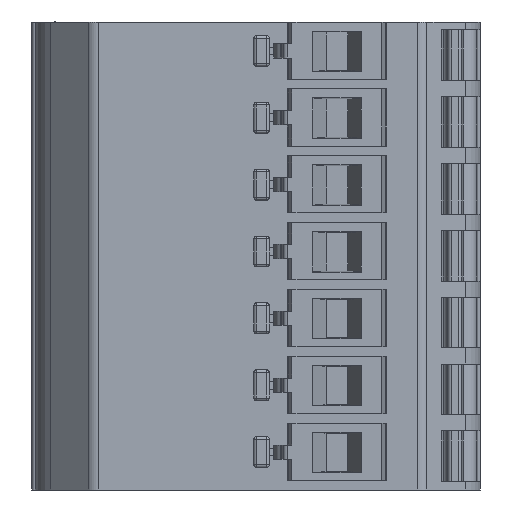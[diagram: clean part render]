
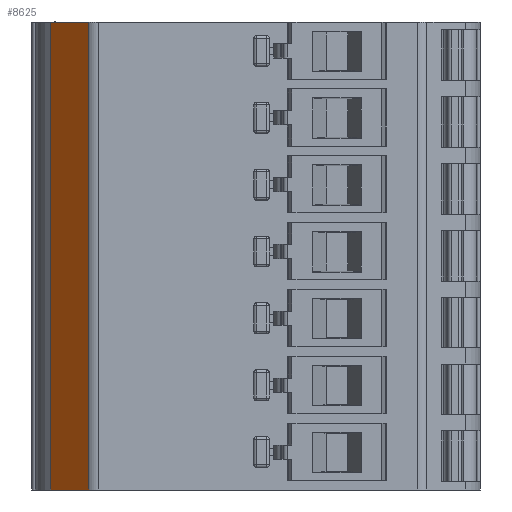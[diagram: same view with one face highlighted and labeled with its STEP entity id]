
A CAD part, front view. The second image highlights one B-rep face of the part: STEP entity #8625.
In plain terms, the highlighted planar face has unit normal (-0.707, -0.707, 0).
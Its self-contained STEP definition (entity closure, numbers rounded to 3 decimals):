
#758 = CARTESIAN_POINT ( 'NONE',  ( -19.287, 15.374, 5.15 ) ) ;
#1167 = VERTEX_POINT ( 'NONE', #33313 ) ;
#1212 = LINE ( 'NONE', #30515, #5729 ) ;
#5729 = VECTOR ( 'NONE', #33993, 1000. ) ;
#6759 = DIRECTION ( 'NONE',  ( 0., 0., 1. ) ) ;
#7629 = ORIENTED_EDGE ( 'NONE', *, *, #8869, .F. ) ;
#8625 = ADVANCED_FACE ( 'NONE', ( #10125 ), #21668, .T. ) ;
#8869 = EDGE_CURVE ( 'NONE', #20245, #17497, #33023, .T. ) ;
#9333 = VECTOR ( 'NONE', #33248, 1000. ) ;
#9524 = CARTESIAN_POINT ( 'NONE',  ( -19.287, 15.374, -31.206 ) ) ;
#10125 = FACE_OUTER_BOUND ( 'NONE', #36243, .T. ) ;
#13184 = CARTESIAN_POINT ( 'NONE',  ( -22.272, 18.359, -31.206 ) ) ;
#15376 = VERTEX_POINT ( 'NONE', #19883 ) ;
#16016 = VECTOR ( 'NONE', #6759, 1000. ) ;
#16456 = ORIENTED_EDGE ( 'NONE', *, *, #29150, .T. ) ;
#17004 = CARTESIAN_POINT ( 'NONE',  ( -22.272, 18.359, 5.15 ) ) ;
#17497 = VERTEX_POINT ( 'NONE', #758 ) ;
#17997 = LINE ( 'NONE', #13184, #9333 ) ;
#19883 = CARTESIAN_POINT ( 'NONE',  ( -19.287, 15.374, -31.25 ) ) ;
#20245 = VERTEX_POINT ( 'NONE', #23515 ) ;
#21668 = PLANE ( 'NONE',  #30282 ) ;
#23515 = CARTESIAN_POINT ( 'NONE',  ( -22.272, 18.359, 5.15 ) ) ;
#24911 = DIRECTION ( 'NONE',  ( -0.707, -0.707, 0. ) ) ;
#25378 = ORIENTED_EDGE ( 'NONE', *, *, #27466, .T. ) ;
#25450 = LINE ( 'NONE', #9524, #16016 ) ;
#26175 = ORIENTED_EDGE ( 'NONE', *, *, #27453, .T. ) ;
#27453 = EDGE_CURVE ( 'NONE', #20245, #1167, #17997, .T. ) ;
#27466 = EDGE_CURVE ( 'NONE', #1167, #15376, #1212, .T. ) ;
#27525 = DIRECTION ( 'NONE',  ( 0.707, -0.707, 0. ) ) ;
#28013 = DIRECTION ( 'NONE',  ( 0.707, -0.707, 0. ) ) ;
#29150 = EDGE_CURVE ( 'NONE', #15376, #17497, #25450, .T. ) ;
#30282 = AXIS2_PLACEMENT_3D ( 'NONE', #32514, #24911, #27525 ) ;
#30515 = CARTESIAN_POINT ( 'NONE',  ( -19.287, 15.374, -31.25 ) ) ;
#32514 = CARTESIAN_POINT ( 'NONE',  ( -19.287, 15.374, -31.206 ) ) ;
#33023 = LINE ( 'NONE', #17004, #33910 ) ;
#33248 = DIRECTION ( 'NONE',  ( 0., 0., -1. ) ) ;
#33313 = CARTESIAN_POINT ( 'NONE',  ( -22.272, 18.359, -31.25 ) ) ;
#33910 = VECTOR ( 'NONE', #28013, 1000. ) ;
#33993 = DIRECTION ( 'NONE',  ( 0.707, -0.707, 0. ) ) ;
#36243 = EDGE_LOOP ( 'NONE', ( #26175, #25378, #16456, #7629 ) ) ;
